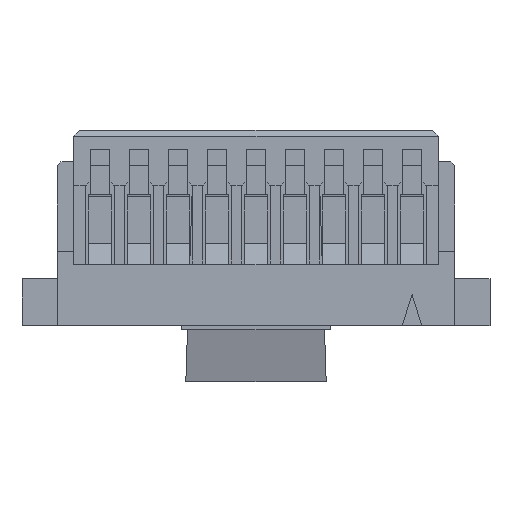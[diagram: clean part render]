
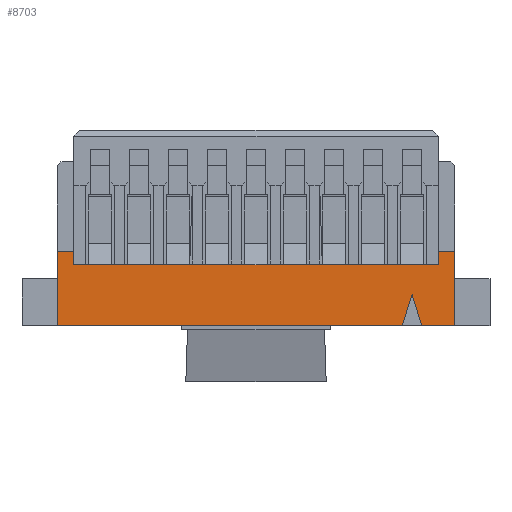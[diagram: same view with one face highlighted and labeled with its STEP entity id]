
A CAD part, top view. The second image highlights one B-rep face of the part: STEP entity #8703.
In plain terms, the highlighted planar face has unit normal (0, 0, 1).
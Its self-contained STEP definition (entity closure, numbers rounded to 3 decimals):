
#375=ORIENTED_EDGE('',*,*,#2812,.F.);
#376=ORIENTED_EDGE('',*,*,#2813,.F.);
#377=ORIENTED_EDGE('',*,*,#2814,.T.);
#378=ORIENTED_EDGE('',*,*,#2815,.F.);
#379=ORIENTED_EDGE('',*,*,#2816,.F.);
#380=ORIENTED_EDGE('',*,*,#2817,.T.);
#381=ORIENTED_EDGE('',*,*,#2818,.T.);
#382=ORIENTED_EDGE('',*,*,#2819,.F.);
#383=ORIENTED_EDGE('',*,*,#2820,.F.);
#384=ORIENTED_EDGE('',*,*,#2821,.T.);
#385=ORIENTED_EDGE('',*,*,#2822,.T.);
#2812=EDGE_CURVE('',#4054,#4055,#4937,.T.);
#2813=EDGE_CURVE('',#4056,#4054,#4938,.T.);
#2814=EDGE_CURVE('',#4056,#4057,#4939,.T.);
#2815=EDGE_CURVE('',#4058,#4057,#4940,.T.);
#2816=EDGE_CURVE('',#4059,#4058,#4941,.T.);
#2817=EDGE_CURVE('',#4059,#4060,#4942,.T.);
#2818=EDGE_CURVE('',#4060,#4061,#4943,.T.);
#2819=EDGE_CURVE('',#4062,#4061,#4944,.T.);
#2820=EDGE_CURVE('',#4063,#4062,#4945,.T.);
#2821=EDGE_CURVE('',#4063,#4064,#4946,.T.);
#2822=EDGE_CURVE('',#4064,#4055,#4947,.T.);
#4054=VERTEX_POINT('',#12081);
#4055=VERTEX_POINT('',#12082);
#4056=VERTEX_POINT('',#12084);
#4057=VERTEX_POINT('',#12086);
#4058=VERTEX_POINT('',#12088);
#4059=VERTEX_POINT('',#12090);
#4060=VERTEX_POINT('',#12092);
#4061=VERTEX_POINT('',#12094);
#4062=VERTEX_POINT('',#12096);
#4063=VERTEX_POINT('',#12098);
#4064=VERTEX_POINT('',#12100);
#4937=LINE('',#12080,#6198);
#4938=LINE('',#12083,#6199);
#4939=LINE('',#12085,#6200);
#4940=LINE('',#12087,#6201);
#4941=LINE('',#12089,#6202);
#4942=LINE('',#12091,#6203);
#4943=LINE('',#12093,#6204);
#4944=LINE('',#12095,#6205);
#4945=LINE('',#12097,#6206);
#4946=LINE('',#12099,#6207);
#4947=LINE('',#12101,#6208);
#6198=VECTOR('',#9854,1000.);
#6199=VECTOR('',#9855,1000.);
#6200=VECTOR('',#9856,1000.);
#6201=VECTOR('',#9857,1000.);
#6202=VECTOR('',#9858,1000.);
#6203=VECTOR('',#9859,1000.);
#6204=VECTOR('',#9860,1000.);
#6205=VECTOR('',#9861,1000.);
#6206=VECTOR('',#9862,1000.);
#6207=VECTOR('',#9863,1000.);
#6208=VECTOR('',#9864,1000.);
#7379=EDGE_LOOP('',(#375,#376,#377,#378,#379,#380,#381,#382,#383,#384,#385));
#7832=FACE_BOUND('',#7379,.T.);
#8278=PLANE('',#9178);
#8703=ADVANCED_FACE('',(#7832),#8278,.F.);
#9178=AXIS2_PLACEMENT_3D('',#12079,#9852,#9853);
#9852=DIRECTION('',(0.,0.,-1.));
#9853=DIRECTION('',(-1.,0.,0.));
#9854=DIRECTION('',(-0.298,-0.954,0.));
#9855=DIRECTION('',(-0.298,0.954,0.));
#9856=DIRECTION('',(1.,0.,0.));
#9857=DIRECTION('',(0.,-1.,0.));
#9858=DIRECTION('',(1.,0.,0.));
#9859=DIRECTION('',(0.,-1.,0.));
#9860=DIRECTION('',(-1.,0.,0.));
#9861=DIRECTION('',(0.,-1.,0.));
#9862=DIRECTION('',(1.,0.,0.));
#9863=DIRECTION('',(0.,-1.,0.));
#9864=DIRECTION('',(1.,0.,0.));
#12079=CARTESIAN_POINT('',(-6.,5.,1.4));
#12080=CARTESIAN_POINT('',(4.306,1.779,1.4));
#12081=CARTESIAN_POINT('',(4.,0.8,1.4));
#12082=CARTESIAN_POINT('',(3.75,0.,1.4));
#12083=CARTESIAN_POINT('',(1.915,7.473,1.4));
#12084=CARTESIAN_POINT('',(4.25,0.,1.4));
#12085=CARTESIAN_POINT('',(-6.,0.,1.4));
#12086=CARTESIAN_POINT('',(5.1,0.,1.4));
#12087=CARTESIAN_POINT('',(5.1,5.,1.4));
#12088=CARTESIAN_POINT('',(5.1,1.9,1.4));
#12089=CARTESIAN_POINT('',(-6.,1.9,1.4));
#12090=CARTESIAN_POINT('',(4.675,1.9,1.4));
#12091=CARTESIAN_POINT('',(4.675,5.,1.4));
#12092=CARTESIAN_POINT('',(4.675,1.55,1.4));
#12093=CARTESIAN_POINT('',(4.675,1.55,1.4));
#12094=CARTESIAN_POINT('',(-4.675,1.55,1.4));
#12095=CARTESIAN_POINT('',(-4.675,5.,1.4));
#12096=CARTESIAN_POINT('',(-4.675,1.9,1.4));
#12097=CARTESIAN_POINT('',(-6.,1.9,1.4));
#12098=CARTESIAN_POINT('',(-5.1,1.9,1.4));
#12099=CARTESIAN_POINT('',(-5.1,5.,1.4));
#12100=CARTESIAN_POINT('',(-5.1,0.,1.4));
#12101=CARTESIAN_POINT('',(-6.,0.,1.4));
